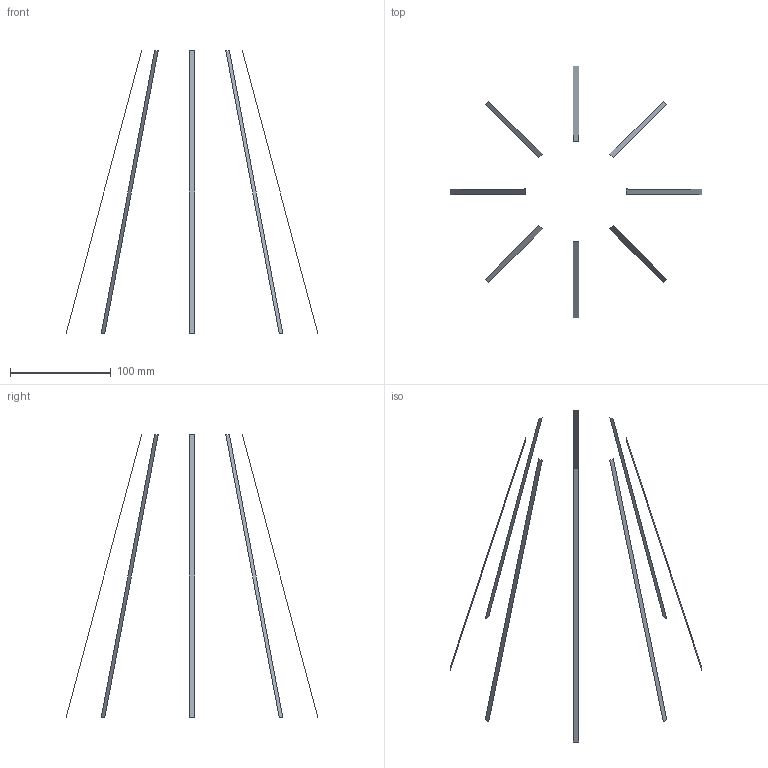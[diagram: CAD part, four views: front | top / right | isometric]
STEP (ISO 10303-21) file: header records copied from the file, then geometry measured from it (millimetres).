
FILE_DESCRIPTION(('CATIA V5 STEP Exchange'),'2;1');
FILE_NAME('V.stp','2021-11-27T10:53:13+00:00',('none'),('none'),'CATIA Version 5 Release 21 GA (IN-10)','CATIA V5 STEP AP203','none');
FILE_SCHEMA(('CONFIG_CONTROL_DESIGN'));
Length unit declared in the file: millimetre
Products named in the file (1): Cone_Uncutted
Bounding box: 249.95 x 249.95 x 280 mm (x, y, z)
Surface area: 11595.2 mm2 (no closed solid volume)
Topology: 0 solids, 8 shells, 8 faces, 32 edges, 32 vertices
Faces by surface type: plane 8
Entity records: 384 total; most frequent: CARTESIAN_POINT 73, DIRECTION 48, ORIENTED_EDGE 32, VECTOR 32, EDGE_CURVE 32, LINE 32, VERTEX_POINT 32, AXIS2_PLACEMENT_3D 9
